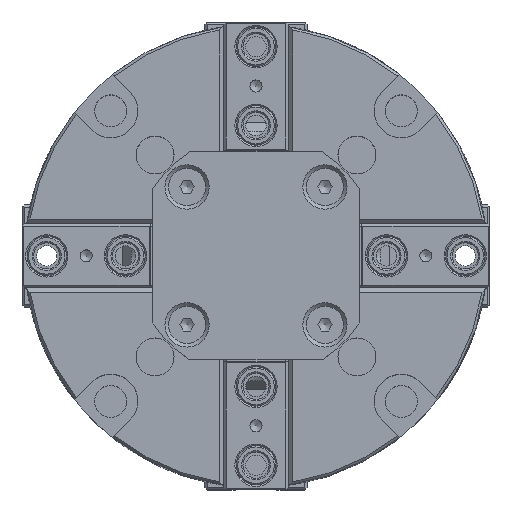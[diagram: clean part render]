
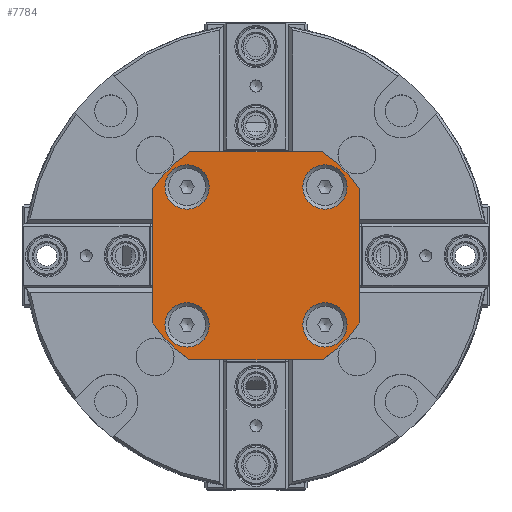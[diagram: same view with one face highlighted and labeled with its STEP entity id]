
A CAD part, top view. The second image highlights one B-rep face of the part: STEP entity #7784.
In plain terms, the highlighted planar face has unit normal (0, 0, 1).
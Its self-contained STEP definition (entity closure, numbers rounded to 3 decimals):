
#321=FACE_BOUND('',#1415,.T.);
#322=FACE_BOUND('',#1416,.T.);
#323=FACE_BOUND('',#1417,.T.);
#324=FACE_BOUND('',#1418,.T.);
#481=PLANE('',#8625);
#957=FACE_OUTER_BOUND('',#1414,.T.);
#1414=EDGE_LOOP('',(#6702,#6703,#6704,#6705,#6706,#6707,#6708,#6709));
#1415=EDGE_LOOP('',(#6710,#6711));
#1416=EDGE_LOOP('',(#6712,#6713));
#1417=EDGE_LOOP('',(#6714,#6715));
#1418=EDGE_LOOP('',(#6716,#6717));
#1918=LINE('',#13794,#2534);
#1923=LINE('',#13804,#2539);
#1931=LINE('',#13829,#2547);
#1934=LINE('',#13837,#2550);
#2534=VECTOR('',#10376,10.);
#2539=VECTOR('',#10383,10.);
#2547=VECTOR('',#10411,10.);
#2550=VECTOR('',#10420,10.);
#3047=CIRCLE('',#8534,4.5);
#3048=CIRCLE('',#8535,4.5);
#3052=CIRCLE('',#8541,4.5);
#3053=CIRCLE('',#8542,4.5);
#3057=CIRCLE('',#8548,4.5);
#3058=CIRCLE('',#8549,4.5);
#3062=CIRCLE('',#8555,4.5);
#3063=CIRCLE('',#8556,4.5);
#3095=CIRCLE('',#8616,25.);
#3096=CIRCLE('',#8619,25.);
#3097=CIRCLE('',#8622,25.);
#3098=CIRCLE('',#8624,25.);
#3660=VERTEX_POINT('',#13596);
#3661=VERTEX_POINT('',#13597);
#3665=VERTEX_POINT('',#13610);
#3666=VERTEX_POINT('',#13611);
#3670=VERTEX_POINT('',#13624);
#3671=VERTEX_POINT('',#13625);
#3675=VERTEX_POINT('',#13638);
#3676=VERTEX_POINT('',#13639);
#3729=VERTEX_POINT('',#13791);
#3730=VERTEX_POINT('',#13793);
#3733=VERTEX_POINT('',#13801);
#3734=VERTEX_POINT('',#13803);
#3740=VERTEX_POINT('',#13823);
#3741=VERTEX_POINT('',#13828);
#3742=VERTEX_POINT('',#13832);
#3743=VERTEX_POINT('',#13836);
#4662=EDGE_CURVE('',#3660,#3661,#3047,.T.);
#4663=EDGE_CURVE('',#3661,#3660,#3048,.T.);
#4669=EDGE_CURVE('',#3665,#3666,#3052,.T.);
#4670=EDGE_CURVE('',#3666,#3665,#3053,.T.);
#4676=EDGE_CURVE('',#3670,#3671,#3057,.T.);
#4677=EDGE_CURVE('',#3671,#3670,#3058,.T.);
#4683=EDGE_CURVE('',#3675,#3676,#3062,.T.);
#4684=EDGE_CURVE('',#3676,#3675,#3063,.T.);
#4760=EDGE_CURVE('',#3730,#3729,#1918,.T.);
#4765=EDGE_CURVE('',#3734,#3733,#1923,.T.);
#4775=EDGE_CURVE('',#3740,#3730,#3095,.T.);
#4778=EDGE_CURVE('',#3741,#3740,#1931,.T.);
#4780=EDGE_CURVE('',#3742,#3741,#3096,.T.);
#4782=EDGE_CURVE('',#3743,#3742,#1934,.T.);
#4784=EDGE_CURVE('',#3733,#3743,#3097,.T.);
#4785=EDGE_CURVE('',#3729,#3734,#3098,.T.);
#6702=ORIENTED_EDGE('',*,*,#4760,.T.);
#6703=ORIENTED_EDGE('',*,*,#4785,.T.);
#6704=ORIENTED_EDGE('',*,*,#4765,.T.);
#6705=ORIENTED_EDGE('',*,*,#4784,.T.);
#6706=ORIENTED_EDGE('',*,*,#4782,.T.);
#6707=ORIENTED_EDGE('',*,*,#4780,.T.);
#6708=ORIENTED_EDGE('',*,*,#4778,.T.);
#6709=ORIENTED_EDGE('',*,*,#4775,.T.);
#6710=ORIENTED_EDGE('',*,*,#4662,.T.);
#6711=ORIENTED_EDGE('',*,*,#4663,.T.);
#6712=ORIENTED_EDGE('',*,*,#4669,.T.);
#6713=ORIENTED_EDGE('',*,*,#4670,.T.);
#6714=ORIENTED_EDGE('',*,*,#4676,.T.);
#6715=ORIENTED_EDGE('',*,*,#4677,.T.);
#6716=ORIENTED_EDGE('',*,*,#4683,.T.);
#6717=ORIENTED_EDGE('',*,*,#4684,.T.);
#7784=ADVANCED_FACE('',(#957,#321,#322,#323,#324),#481,.T.);
#8534=AXIS2_PLACEMENT_3D('',#13598,#10176,#10177);
#8535=AXIS2_PLACEMENT_3D('',#13599,#10178,#10179);
#8541=AXIS2_PLACEMENT_3D('',#13612,#10192,#10193);
#8542=AXIS2_PLACEMENT_3D('',#13613,#10194,#10195);
#8548=AXIS2_PLACEMENT_3D('',#13626,#10208,#10209);
#8549=AXIS2_PLACEMENT_3D('',#13627,#10210,#10211);
#8555=AXIS2_PLACEMENT_3D('',#13640,#10224,#10225);
#8556=AXIS2_PLACEMENT_3D('',#13641,#10226,#10227);
#8616=AXIS2_PLACEMENT_3D('',#13824,#10405,#10406);
#8619=AXIS2_PLACEMENT_3D('',#13833,#10415,#10416);
#8622=AXIS2_PLACEMENT_3D('',#13840,#10424,#10425);
#8624=AXIS2_PLACEMENT_3D('',#13842,#10428,#10429);
#8625=AXIS2_PLACEMENT_3D('',#13843,#10430,#10431);
#10176=DIRECTION('center_axis',(0.,0.,-1.));
#10177=DIRECTION('ref_axis',(1.,0.,0.));
#10178=DIRECTION('center_axis',(0.,0.,-1.));
#10179=DIRECTION('ref_axis',(1.,0.,0.));
#10192=DIRECTION('center_axis',(0.,0.,-1.));
#10193=DIRECTION('ref_axis',(1.,0.,0.));
#10194=DIRECTION('center_axis',(0.,0.,-1.));
#10195=DIRECTION('ref_axis',(1.,0.,0.));
#10208=DIRECTION('center_axis',(0.,0.,-1.));
#10209=DIRECTION('ref_axis',(1.,0.,0.));
#10210=DIRECTION('center_axis',(0.,0.,-1.));
#10211=DIRECTION('ref_axis',(1.,0.,0.));
#10224=DIRECTION('center_axis',(0.,0.,-1.));
#10225=DIRECTION('ref_axis',(1.,0.,0.));
#10226=DIRECTION('center_axis',(0.,0.,-1.));
#10227=DIRECTION('ref_axis',(1.,0.,0.));
#10376=DIRECTION('',(0.,-1.,0.));
#10383=DIRECTION('',(1.,0.,0.));
#10405=DIRECTION('center_axis',(0.,0.,1.));
#10406=DIRECTION('ref_axis',(-0.536,0.844,0.));
#10411=DIRECTION('',(-1.,0.,0.));
#10415=DIRECTION('center_axis',(0.,0.,1.));
#10416=DIRECTION('ref_axis',(0.844,0.536,0.));
#10420=DIRECTION('',(0.,1.,0.));
#10424=DIRECTION('center_axis',(0.,0.,1.));
#10425=DIRECTION('ref_axis',(0.536,-0.844,0.));
#10428=DIRECTION('center_axis',(0.,0.,1.));
#10429=DIRECTION('ref_axis',(-0.844,-0.536,0.));
#10430=DIRECTION('center_axis',(0.,0.,1.));
#10431=DIRECTION('ref_axis',(1.,0.,0.));
#13596=CARTESIAN_POINT('',(18.5,-14.,3.));
#13597=CARTESIAN_POINT('',(9.5,-14.,3.));
#13598=CARTESIAN_POINT('Origin',(14.,-14.,3.));
#13599=CARTESIAN_POINT('Origin',(14.,-14.,3.));
#13610=CARTESIAN_POINT('',(-9.5,14.,3.));
#13611=CARTESIAN_POINT('',(-18.5,14.,3.));
#13612=CARTESIAN_POINT('Origin',(-14.,14.,3.));
#13613=CARTESIAN_POINT('Origin',(-14.,14.,3.));
#13624=CARTESIAN_POINT('',(18.5,14.,3.));
#13625=CARTESIAN_POINT('',(9.5,14.,3.));
#13626=CARTESIAN_POINT('Origin',(14.,14.,3.));
#13627=CARTESIAN_POINT('Origin',(14.,14.,3.));
#13638=CARTESIAN_POINT('',(-9.5,-14.,3.));
#13639=CARTESIAN_POINT('',(-18.5,-14.,3.));
#13640=CARTESIAN_POINT('Origin',(-14.,-14.,3.));
#13641=CARTESIAN_POINT('Origin',(-14.,-14.,3.));
#13791=CARTESIAN_POINT('',(-21.1,-13.409,3.));
#13793=CARTESIAN_POINT('',(-21.1,13.409,3.));
#13794=CARTESIAN_POINT('',(-21.1,13.409,3.));
#13801=CARTESIAN_POINT('',(13.409,-21.1,3.));
#13803=CARTESIAN_POINT('',(-13.409,-21.1,3.));
#13804=CARTESIAN_POINT('',(-13.409,-21.1,3.));
#13823=CARTESIAN_POINT('',(-13.409,21.1,3.));
#13824=CARTESIAN_POINT('Origin',(0.,0.,3.));
#13828=CARTESIAN_POINT('',(13.409,21.1,3.));
#13829=CARTESIAN_POINT('',(13.409,21.1,3.));
#13832=CARTESIAN_POINT('',(21.1,13.409,3.));
#13833=CARTESIAN_POINT('Origin',(0.,0.,3.));
#13836=CARTESIAN_POINT('',(21.1,-13.409,3.));
#13837=CARTESIAN_POINT('',(21.1,-13.409,3.));
#13840=CARTESIAN_POINT('Origin',(0.,0.,3.));
#13842=CARTESIAN_POINT('Origin',(0.,0.,3.));
#13843=CARTESIAN_POINT('Origin',(0.,0.,
3.));
